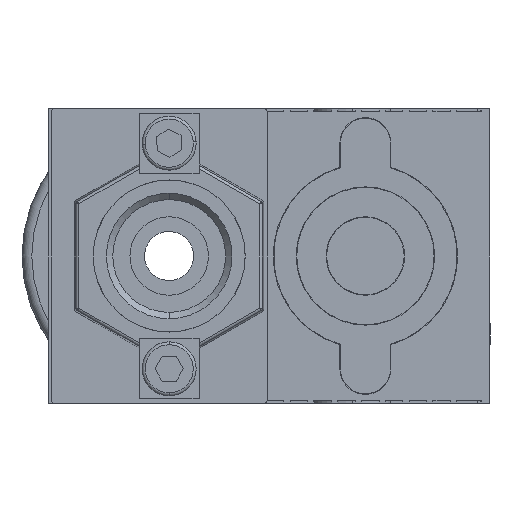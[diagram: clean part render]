
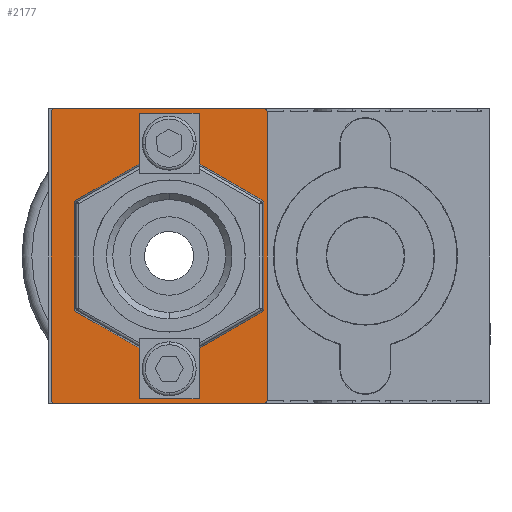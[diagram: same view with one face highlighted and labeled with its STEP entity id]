
A CAD part, left-side view. The second image highlights one B-rep face of the part: STEP entity #2177.
In plain terms, the highlighted planar face has unit normal (-1, 0, 0).
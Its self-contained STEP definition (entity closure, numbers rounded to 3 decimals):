
#2177=ADVANCED_FACE('',(#4890,#4891),#4892,.T.);
#4890=FACE_BOUND('',#9394,.T.);
#4891=FACE_OUTER_BOUND('',#9395,.T.);
#4892=PLANE('',#9396);
#9394=EDGE_LOOP('',(#31580,#31581,#31582,#31583,#31584,#31585,#31586,#31587,#31588,#31589,#31590,#31591,#31592,#31593,#31594,#31595));
#9395=EDGE_LOOP('',(#31596,#31597,#31598,#31599,#31600,#31601,#31602,#31603));
#9396=AXIS2_PLACEMENT_3D('',#31604,#31605,#31606);
#31580=ORIENTED_EDGE('',*,*,#37749,.F.);
#31581=ORIENTED_EDGE('',*,*,#37750,.T.);
#31582=ORIENTED_EDGE('',*,*,#37751,.F.);
#31583=ORIENTED_EDGE('',*,*,#37752,.T.);
#31584=ORIENTED_EDGE('',*,*,#37753,.T.);
#31585=ORIENTED_EDGE('',*,*,#37754,.T.);
#31586=ORIENTED_EDGE('',*,*,#37755,.T.);
#31587=ORIENTED_EDGE('',*,*,#37728,.T.);
#31588=ORIENTED_EDGE('',*,*,#37756,.T.);
#31589=ORIENTED_EDGE('',*,*,#37757,.F.);
#31590=ORIENTED_EDGE('',*,*,#37758,.T.);
#31591=ORIENTED_EDGE('',*,*,#37733,.F.);
#31592=ORIENTED_EDGE('',*,*,#37759,.T.);
#31593=ORIENTED_EDGE('',*,*,#37760,.F.);
#31594=ORIENTED_EDGE('',*,*,#37761,.T.);
#31595=ORIENTED_EDGE('',*,*,#37762,.F.);
#31596=ORIENTED_EDGE('',*,*,#37763,.F.);
#31597=ORIENTED_EDGE('',*,*,#37764,.T.);
#31598=ORIENTED_EDGE('',*,*,#37765,.T.);
#31599=ORIENTED_EDGE('',*,*,#37766,.T.);
#31600=ORIENTED_EDGE('',*,*,#37767,.F.);
#31601=ORIENTED_EDGE('',*,*,#37768,.T.);
#31602=ORIENTED_EDGE('',*,*,#37769,.T.);
#31603=ORIENTED_EDGE('',*,*,#37770,.T.);
#31604=CARTESIAN_POINT('',(-4.0,-10.,15.0));
#31605=DIRECTION('',(-1.0,0.,0.));
#31606=DIRECTION('',(0.,0.,1.0));
#37728=EDGE_CURVE('',#42439,#42444,#42446,.T.);
#37733=EDGE_CURVE('',#42453,#42448,#42455,.T.);
#37749=EDGE_CURVE('',#42483,#42484,#42485,.T.);
#37750=EDGE_CURVE('',#42483,#42486,#42487,.T.);
#37751=EDGE_CURVE('',#42488,#42486,#42489,.T.);
#37752=EDGE_CURVE('',#42488,#42490,#42491,.T.);
#37753=EDGE_CURVE('',#42490,#42492,#42493,.T.);
#37754=EDGE_CURVE('',#42492,#42494,#42495,.T.);
#37755=EDGE_CURVE('',#42494,#42439,#42496,.T.);
#37756=EDGE_CURVE('',#42444,#42497,#42498,.T.);
#37757=EDGE_CURVE('',#42499,#42497,#42500,.T.);
#37758=EDGE_CURVE('',#42499,#42448,#42501,.T.);
#37759=EDGE_CURVE('',#42453,#42502,#42503,.T.);
#37760=EDGE_CURVE('',#42504,#42502,#42505,.T.);
#37761=EDGE_CURVE('',#42504,#42506,#42507,.T.);
#37762=EDGE_CURVE('',#42484,#42506,#42508,.T.);
#37763=EDGE_CURVE('',#42509,#42510,#42511,.T.);
#37764=EDGE_CURVE('',#42509,#42512,#42513,.T.);
#37765=EDGE_CURVE('',#42512,#42514,#42515,.T.);
#37766=EDGE_CURVE('',#42514,#42516,#42517,.T.);
#37767=EDGE_CURVE('',#42518,#42516,#42519,.T.);
#37768=EDGE_CURVE('',#42518,#42520,#42521,.T.);
#37769=EDGE_CURVE('',#42520,#42522,#42523,.T.);
#37770=EDGE_CURVE('',#42522,#42510,#42524,.T.);
#42439=VERTEX_POINT('',#49671);
#42444=VERTEX_POINT('',#49678);
#42446=LINE('',#49681,#49682);
#42448=VERTEX_POINT('',#49684);
#42453=VERTEX_POINT('',#49691);
#42455=LINE('',#49694,#49695);
#42483=VERTEX_POINT('',#49735);
#42484=VERTEX_POINT('',#49736);
#42485=LINE('',#49737,#49738);
#42486=VERTEX_POINT('',#49739);
#42487=LINE('',#49740,#49741);
#42488=VERTEX_POINT('',#49742);
#42489=LINE('',#49743,#49744);
#42490=VERTEX_POINT('',#49745);
#42491=LINE('',#49746,#49747);
#42492=VERTEX_POINT('',#49748);
#42493=(B_SPLINE_CURVE(3,(#49750,#49751,#49752,#49753),.UNSPECIFIED.,.F.,.F.)B_SPLINE_CURVE_WITH_KNOTS((4,4),(2.618,3.665),.UNSPECIFIED.)RATIONAL_B_SPLINE_CURVE((1.0,0.911,0.911,1.0))BOUNDED_CURVE()REPRESENTATION_ITEM('')GEOMETRIC_REPRESENTATION_ITEM()CURVE());
#42494=VERTEX_POINT('',#49760);
#42495=LINE('',#49761,#49762);
#42496=(B_SPLINE_CURVE(3,(#49764,#49765,#49766,#49767),.UNSPECIFIED.,.F.,.F.)B_SPLINE_CURVE_WITH_KNOTS((4,4),(2.618,3.665),.UNSPECIFIED.)RATIONAL_B_SPLINE_CURVE((1.0,0.911,0.911,1.0))BOUNDED_CURVE()REPRESENTATION_ITEM('')GEOMETRIC_REPRESENTATION_ITEM()CURVE());
#42497=VERTEX_POINT('',#49774);
#42498=LINE('',#49775,#49776);
#42499=VERTEX_POINT('',#49777);
#42500=LINE('',#49778,#49779);
#42501=LINE('',#49780,#49781);
#42502=VERTEX_POINT('',#49782);
#42503=(B_SPLINE_CURVE(3,(#49784,#49785,#49786,#49787),.UNSPECIFIED.,.F.,.F.)B_SPLINE_CURVE_WITH_KNOTS((4,4),(2.618,3.665),.UNSPECIFIED.)RATIONAL_B_SPLINE_CURVE((1.0,0.911,0.911,1.0))BOUNDED_CURVE()REPRESENTATION_ITEM('')GEOMETRIC_REPRESENTATION_ITEM()CURVE());
#42504=VERTEX_POINT('',#49794);
#42505=LINE('',#49795,#49796);
#42506=VERTEX_POINT('',#49797);
#42507=(B_SPLINE_CURVE(3,(#49799,#49800,#49801,#49802),.UNSPECIFIED.,.F.,.F.)B_SPLINE_CURVE_WITH_KNOTS((4,4),(2.618,3.665),.UNSPECIFIED.)RATIONAL_B_SPLINE_CURVE((1.0,0.911,0.911,1.0))BOUNDED_CURVE()REPRESENTATION_ITEM('')GEOMETRIC_REPRESENTATION_ITEM()CURVE());
#42508=LINE('',#49809,#49810);
#42509=VERTEX_POINT('',#49811);
#42510=VERTEX_POINT('',#49812);
#42511=LINE('',#49813,#49814);
#42512=VERTEX_POINT('',#49815);
#42513=CIRCLE('',#49816,0.3);
#42514=VERTEX_POINT('',#49817);
#42515=LINE('',#49818,#49819);
#42516=VERTEX_POINT('',#49820);
#42517=CIRCLE('',#49821,0.3);
#42518=VERTEX_POINT('',#49822);
#42519=LINE('',#49823,#49824);
#42520=VERTEX_POINT('',#49825);
#42521=CIRCLE('',#49826,0.3);
#42522=VERTEX_POINT('',#49827);
#42523=LINE('',#49828,#49829);
#42524=CIRCLE('',#49830,0.3);
#49671=CARTESIAN_POINT('',(-4.0,9.507,5.662));
#49678=CARTESIAN_POINT('',(-4.0,3.05,9.39));
#49681=CARTESIAN_POINT('',(-4.0,4.829,8.363));
#49682=VECTOR('',#59502,1000.0);
#49684=CARTESIAN_POINT('',(-4.0,-3.05,9.39));
#49691=CARTESIAN_POINT('',(-4.0,-9.507,5.662));
#49694=CARTESIAN_POINT('',(-4.0,-19.079,0.136));
#49695=VECTOR('',#59506,1000.0);
#49735=CARTESIAN_POINT('',(-4.0,-3.05,-14.55));
#49736=CARTESIAN_POINT('',(-4.0,-3.05,-9.39));
#49737=CARTESIAN_POINT('',(-4.0,-3.05,15.0));
#49738=VECTOR('',#59522,1000.0);
#49739=CARTESIAN_POINT('',(-4.0,3.05,-14.55));
#49740=CARTESIAN_POINT('',(-4.0,-10.,-14.55));
#49741=VECTOR('',#59523,1000.0);
#49742=CARTESIAN_POINT('',(-4.0,3.05,-9.39));
#49743=CARTESIAN_POINT('',(-4.0,3.05,15.0));
#49744=VECTOR('',#59524,1000.0);
#49745=CARTESIAN_POINT('',(-4.0,9.507,-5.662));
#49746=CARTESIAN_POINT('',(-4.0,-9.421,-16.591));
#49747=VECTOR('',#59525,1000.0);
#49748=CARTESIAN_POINT('',(-4.0,9.657,-5.402));
#49750=CARTESIAN_POINT('',(-4.0,9.507,-5.662));
#49751=CARTESIAN_POINT('',(-4.0,9.602,-5.607));
#49752=CARTESIAN_POINT('',(-4.0,9.657,-5.512));
#49753=CARTESIAN_POINT('',(-4.0,9.657,-5.402));
#49760=CARTESIAN_POINT('',(-4.0,9.657,5.402));
#49761=CARTESIAN_POINT('',(-4.0,9.657,-16.454));
#49762=VECTOR('',#59526,1000.0);
#49764=CARTESIAN_POINT('',(-4.0,9.657,5.402));
#49765=CARTESIAN_POINT('',(-4.0,9.657,5.512));
#49766=CARTESIAN_POINT('',(-4.0,9.602,5.607));
#49767=CARTESIAN_POINT('',(-4.0,9.507,5.662));
#49774=CARTESIAN_POINT('',(-4.0,3.05,14.55));
#49775=CARTESIAN_POINT('',(-4.0,3.05,15.0));
#49776=VECTOR('',#59527,1000.0);
#49777=CARTESIAN_POINT('',(-4.0,-3.05,14.55));
#49778=CARTESIAN_POINT('',(-4.0,-10.0,14.55));
#49779=VECTOR('',#59528,1000.0);
#49780=CARTESIAN_POINT('',(-4.0,-3.05,15.0));
#49781=VECTOR('',#59529,1000.0);
#49782=CARTESIAN_POINT('',(-4.0,-9.657,5.402));
#49784=CARTESIAN_POINT('',(-4.0,-9.507,5.662));
#49785=CARTESIAN_POINT('',(-4.0,-9.602,5.607));
#49786=CARTESIAN_POINT('',(-4.0,-9.657,5.512));
#49787=CARTESIAN_POINT('',(-4.0,-9.657,5.402));
#49794=CARTESIAN_POINT('',(-4.0,-9.657,-5.402));
#49795=CARTESIAN_POINT('',(-4.0,-9.657,-16.454));
#49796=VECTOR('',#59530,1000.0);
#49797=CARTESIAN_POINT('',(-4.0,-9.507,-5.662));
#49799=CARTESIAN_POINT('',(-4.0,-9.657,-5.402));
#49800=CARTESIAN_POINT('',(-4.0,-9.657,-5.512));
#49801=CARTESIAN_POINT('',(-4.0,-9.602,-5.607));
#49802=CARTESIAN_POINT('',(-4.0,-9.507,-5.662));
#49809=CARTESIAN_POINT('',(-4.0,-4.829,-8.363));
#49810=VECTOR('',#59531,1000.0);
#49811=CARTESIAN_POINT('',(-4.0,-9.7,-15.0));
#49812=CARTESIAN_POINT('',(-4.0,11.7,-15.0));
#49813=CARTESIAN_POINT('',(-4.0,-10.0,-15.0));
#49814=VECTOR('',#59532,1000.0);
#49815=CARTESIAN_POINT('',(-4.0,-10.0,-14.7));
#49816=AXIS2_PLACEMENT_3D('',#59533,#59534,#59535);
#49817=CARTESIAN_POINT('',(-4.0,-10.,14.7));
#49818=CARTESIAN_POINT('',(-4.0,-10.0,-15.0));
#49819=VECTOR('',#59536,1000.0);
#49820=CARTESIAN_POINT('',(-4.0,-9.7,15.0));
#49821=AXIS2_PLACEMENT_3D('',#59537,#59538,#59539);
#49822=CARTESIAN_POINT('',(-4.0,11.7,15.0));
#49823=CARTESIAN_POINT('',(-4.0,12.0,15.0));
#49824=VECTOR('',#59540,1000.0);
#49825=CARTESIAN_POINT('',(-4.0,12.0,14.7));
#49826=AXIS2_PLACEMENT_3D('',#59541,#59542,#59543);
#49827=CARTESIAN_POINT('',(-4.0,12.0,-14.7));
#49828=CARTESIAN_POINT('',(-4.0,12.0,15.0));
#49829=VECTOR('',#59544,1000.0);
#49830=AXIS2_PLACEMENT_3D('',#59545,#59546,#59547);
#59502=DIRECTION('',(0.,-0.866,0.5));
#59506=DIRECTION('',(0.,0.866,0.5));
#59522=DIRECTION('',(0.,0.,1.0));
#59523=DIRECTION('',(0.,1.0,0.));
#59524=DIRECTION('',(0.,0.,-1.0));
#59525=DIRECTION('',(0.,0.866,0.5));
#59526=DIRECTION('',(0.,0.,1.0));
#59527=DIRECTION('',(0.,0.,1.0));
#59528=DIRECTION('',(0.,1.0,0.));
#59529=DIRECTION('',(0.0,0.,-1.0));
#59530=DIRECTION('',(0.,0.,1.0));
#59531=DIRECTION('',(0.,-0.866,0.5));
#59532=DIRECTION('',(0.,1.0,0.));
#59533=CARTESIAN_POINT('',(-4.0,-9.7,-14.7));
#59534=DIRECTION('',(-1.0,0.,0.));
#59535=DIRECTION('',(0.,0.,1.0));
#59536=DIRECTION('',(0.,0.,1.0));
#59537=CARTESIAN_POINT('',(-4.0,-9.7,14.7));
#59538=DIRECTION('',(-1.0,0.,0.));
#59539=DIRECTION('',(0.,0.,1.0));
#59540=DIRECTION('',(0.,-1.0,0.));
#59541=CARTESIAN_POINT('',(-4.0,11.7,14.7));
#59542=DIRECTION('',(-1.0,0.,0.));
#59543=DIRECTION('',(0.,0.,1.0));
#59544=DIRECTION('',(0.,0.,-1.0));
#59545=CARTESIAN_POINT('',(-4.0,11.7,-14.7));
#59546=DIRECTION('',(-1.0,0.,0.));
#59547=DIRECTION('',(0.,0.,1.0));
